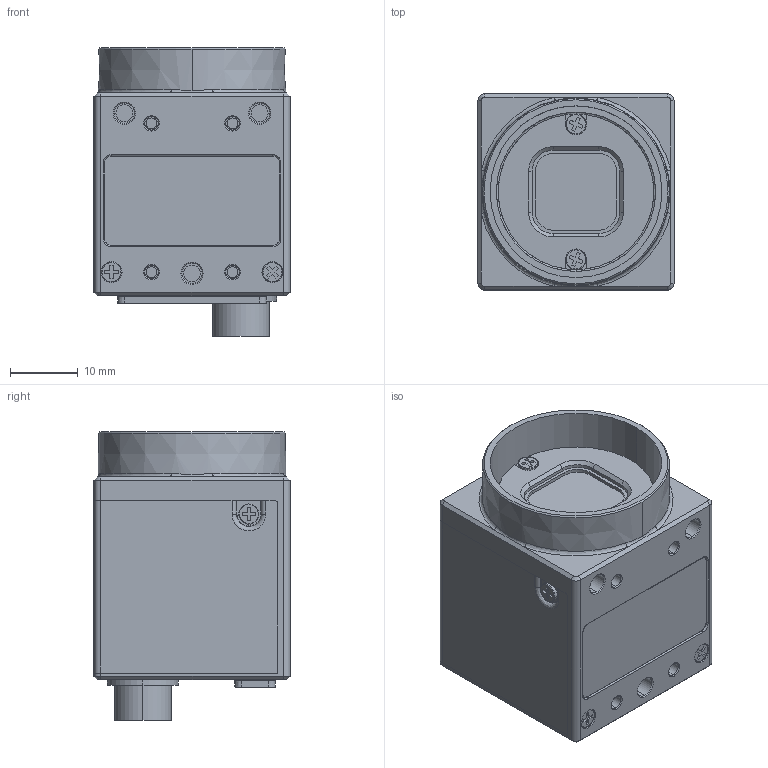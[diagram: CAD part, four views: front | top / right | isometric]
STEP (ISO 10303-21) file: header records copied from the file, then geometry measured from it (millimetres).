
FILE_DESCRIPTION (( 'STEP AP214' ), '1' );
FILE_NAME ('BFS-U3-120S4-CS.STEP', '2022-12-15T22:05:01', ( '' ), ( '' ), 'SwSTEP 2.0', 'SolidWorks 2020', '' );
FILE_SCHEMA (( 'AUTOMOTIVE_DESIGN' ));
Length unit declared in the file: millimetre
Products named in the file (1): BFS-U3-120S4-CS
Bounding box: 29 x 29 x 42.69 mm (x, y, z)
Volume: 26180.4 mm3; surface area: 7275.4 mm2
Topology: 1 solids, 1 shells, 479 faces, 1178 edges, 751 vertices
Faces by surface type: plane 229, cylinder 146, cone 53, bspline 49, sphere 2
Entity records: 15587 total; most frequent: CARTESIAN_POINT 4261, DIRECTION 2385, ORIENTED_EDGE 2346, EDGE_CURVE 1173, AXIS2_PLACEMENT_3D 851, VERTEX_POINT 749, LINE 683, VECTOR 683
